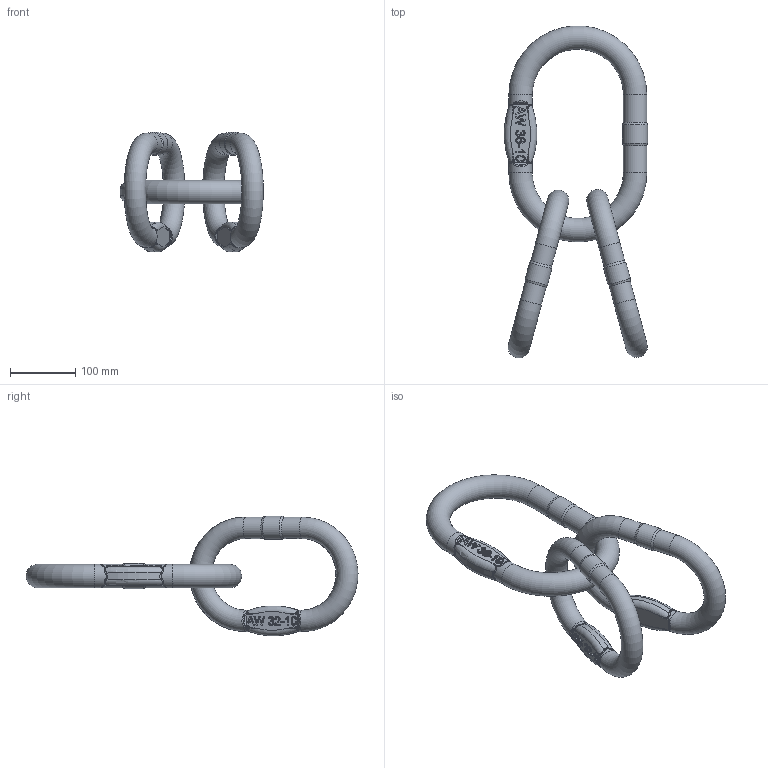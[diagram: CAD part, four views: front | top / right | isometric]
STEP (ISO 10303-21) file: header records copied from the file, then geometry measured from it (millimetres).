
FILE_DESCRIPTION(/* description */ (''),/* implementation_level */ '2;1');
FILE_NAME(/* name */ 'VAW 16 Kundenmodell.stp',/* time_stamp */ '2016-04-13T15:53:01+02:00',/* author */ (''),/* organization */ (''),/* preprocessor_version */ 'ST-DEVELOPER v15',/* originating_system */ 'SIEMENS PLM Software NX 9.0',/* authorisation */ '');
FILE_SCHEMA (('AUTOMOTIVE_DESIGN { 1 0 10303 214 3 1 1 1 }'));
Length unit declared in the file: millimetre
Products named in the file (1): ZER1824F2C3k73z
Bounding box: 220.25 x 510.13 x 183.57 mm (x, y, z)
Volume: 1937966.5 mm3; surface area: 227975.7 mm2
Topology: 3 solids, 3 shells, 408 faces, 1008 edges, 604 vertices
Faces by surface type: plane 142, bspline 112, extrusion 69, cylinder 61, torus 18, cone 6
Full cylindrical faces by diameter (mm): 33 x4, 35.475 x2, 36 x4, 38.7 x1
Entity records: 16238 total; most frequent: CARTESIAN_POINT 7975, ORIENTED_EDGE 1910, DIRECTION 1266, EDGE_CURVE 955, VERTEX_POINT 598, B_SPLINE_CURVE_WITH_KNOTS 487, EDGE_LOOP 459, AXIS2_PLACEMENT_3D 432
